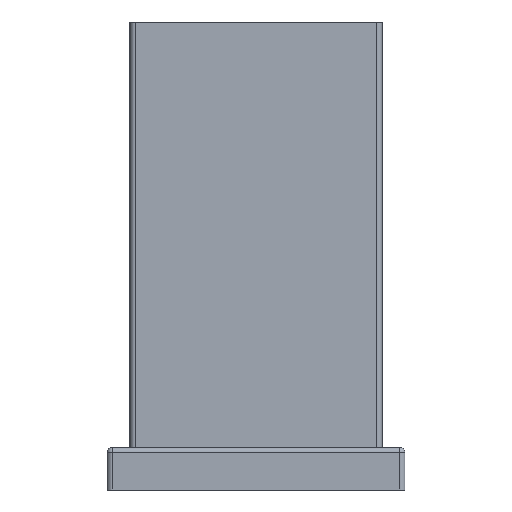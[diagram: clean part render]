
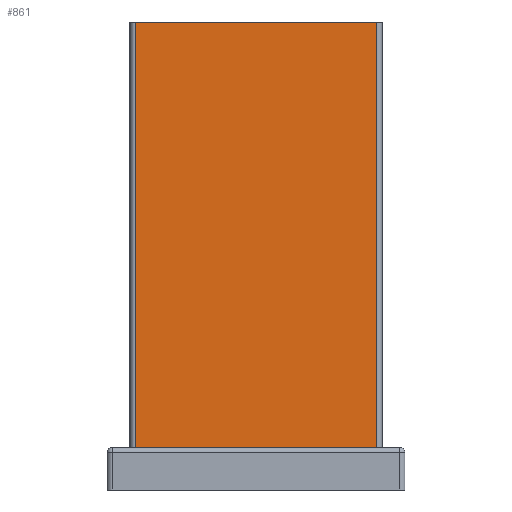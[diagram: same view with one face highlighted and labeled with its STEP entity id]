
A CAD part, front view. The second image highlights one B-rep face of the part: STEP entity #861.
In plain terms, the highlighted planar face has unit normal (0, -1, 0).
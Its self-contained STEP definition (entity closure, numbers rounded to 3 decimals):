
#427=CARTESIAN_POINT('',(-12.675,1.075,22.));
#428=VERTEX_POINT('',#427);
#436=CARTESIAN_POINT('',(-1.325,1.075,22.));
#437=VERTEX_POINT('',#436);
#438=CARTESIAN_POINT('',(-1.325,1.075,22.));
#439=DIRECTION('',(-1.,0.,0.));
#440=VECTOR('',#439,11.35);
#441=LINE('',#438,#440);
#442=EDGE_CURVE('',#437,#428,#441,.T.);
#686=CARTESIAN_POINT('',(-1.325,1.075,2.));
#687=VERTEX_POINT('',#686);
#695=CARTESIAN_POINT('',(-12.675,1.075,2.));
#696=VERTEX_POINT('',#695);
#697=CARTESIAN_POINT('',(-1.325,1.075,2.));
#698=DIRECTION('',(-1.,0.,0.));
#699=VECTOR('',#698,11.35);
#700=LINE('',#697,#699);
#701=EDGE_CURVE('',#687,#696,#700,.T.);
#840=CARTESIAN_POINT('',(-7.,1.075,22.));
#841=DIRECTION('',(0.,-1.,0.));
#842=DIRECTION('',(0.,0.,-1.));
#843=AXIS2_PLACEMENT_3D('',#840,#841,#842);
#844=PLANE('',#843);
#845=ORIENTED_EDGE('',*,*,#442,.T.);
#846=CARTESIAN_POINT('',(-12.675,1.075,22.));
#847=DIRECTION('',(0.,0.,-1.));
#848=VECTOR('',#847,20.);
#849=LINE('',#846,#848);
#850=EDGE_CURVE('',#428,#696,#849,.T.);
#851=ORIENTED_EDGE('',*,*,#850,.T.);
#852=ORIENTED_EDGE('',*,*,#701,.F.);
#853=CARTESIAN_POINT('',(-1.325,1.075,2.));
#854=DIRECTION('',(-0.,-0.,1.));
#855=VECTOR('',#854,20.);
#856=LINE('',#853,#855);
#857=EDGE_CURVE('',#687,#437,#856,.T.);
#858=ORIENTED_EDGE('',*,*,#857,.T.);
#859=EDGE_LOOP('',(#845,#851,#852,#858));
#860=FACE_BOUND('',#859,.T.);
#861=ADVANCED_FACE('',(#860),#844,.T.);
